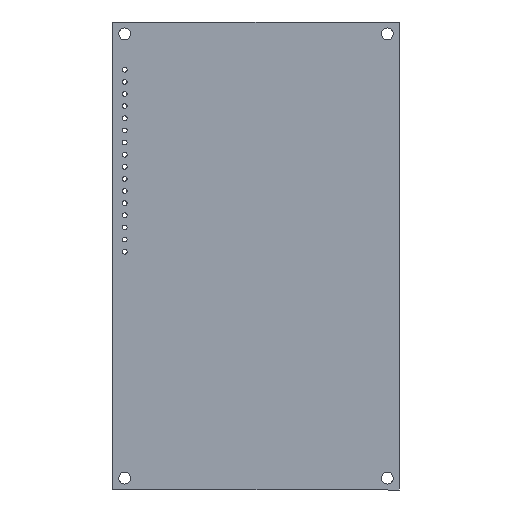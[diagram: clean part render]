
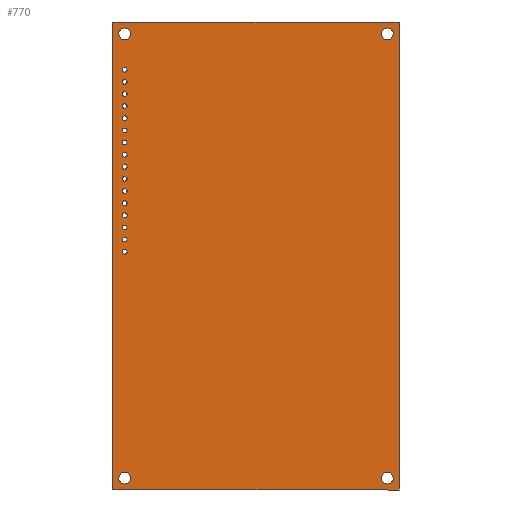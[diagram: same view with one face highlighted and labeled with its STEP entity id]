
A CAD part, front view. The second image highlights one B-rep face of the part: STEP entity #770.
In plain terms, the highlighted planar face has unit normal (0, -1, 0).
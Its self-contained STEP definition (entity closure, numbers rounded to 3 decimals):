
#39=FACE_BOUND('',#231,.T.);
#40=FACE_BOUND('',#232,.T.);
#41=FACE_BOUND('',#233,.T.);
#42=FACE_BOUND('',#234,.T.);
#43=FACE_BOUND('',#235,.T.);
#44=FACE_BOUND('',#236,.T.);
#45=FACE_BOUND('',#237,.T.);
#46=FACE_BOUND('',#238,.T.);
#47=FACE_BOUND('',#239,.T.);
#48=FACE_BOUND('',#240,.T.);
#49=FACE_BOUND('',#241,.T.);
#50=FACE_BOUND('',#242,.T.);
#51=FACE_BOUND('',#243,.T.);
#52=FACE_BOUND('',#244,.T.);
#53=FACE_BOUND('',#245,.T.);
#54=FACE_BOUND('',#246,.T.);
#55=FACE_BOUND('',#247,.T.);
#56=FACE_BOUND('',#248,.T.);
#57=FACE_BOUND('',#249,.T.);
#58=FACE_BOUND('',#250,.T.);
#61=CIRCLE('',#844,0.5);
#64=CIRCLE('',#848,0.5);
#67=CIRCLE('',#852,0.5);
#70=CIRCLE('',#856,0.5);
#73=CIRCLE('',#860,0.5);
#76=CIRCLE('',#864,0.5);
#79=CIRCLE('',#868,0.5);
#82=CIRCLE('',#872,0.5);
#85=CIRCLE('',#876,0.5);
#88=CIRCLE('',#880,0.5);
#91=CIRCLE('',#884,0.5);
#94=CIRCLE('',#888,0.5);
#97=CIRCLE('',#892,0.5);
#100=CIRCLE('',#896,0.5);
#103=CIRCLE('',#900,0.5);
#106=CIRCLE('',#904,0.5);
#109=CIRCLE('',#908,1.25);
#112=CIRCLE('',#912,1.25);
#115=CIRCLE('',#916,1.25);
#118=CIRCLE('',#920,1.25);
#178=FACE_OUTER_BOUND('',#230,.T.);
#230=EDGE_LOOP('',(#703,#704,#705,#706));
#231=EDGE_LOOP('',(#707));
#232=EDGE_LOOP('',(#708));
#233=EDGE_LOOP('',(#709));
#234=EDGE_LOOP('',(#710));
#235=EDGE_LOOP('',(#711));
#236=EDGE_LOOP('',(#712));
#237=EDGE_LOOP('',(#713));
#238=EDGE_LOOP('',(#714));
#239=EDGE_LOOP('',(#715));
#240=EDGE_LOOP('',(#716));
#241=EDGE_LOOP('',(#717));
#242=EDGE_LOOP('',(#718));
#243=EDGE_LOOP('',(#719));
#244=EDGE_LOOP('',(#720));
#245=EDGE_LOOP('',(#721));
#246=EDGE_LOOP('',(#722));
#247=EDGE_LOOP('',(#723));
#248=EDGE_LOOP('',(#724));
#249=EDGE_LOOP('',(#725));
#250=EDGE_LOOP('',(#726));
#283=LINE('',#1359,#327);
#287=LINE('',#1367,#331);
#290=LINE('',#1373,#334);
#293=LINE('',#1378,#337);
#327=VECTOR('',#1141,10.);
#331=VECTOR('',#1147,10.);
#334=VECTOR('',#1152,10.);
#337=VECTOR('',#1157,10.);
#349=VERTEX_POINT('',#1201);
#352=VERTEX_POINT('',#1209);
#355=VERTEX_POINT('',#1217);
#358=VERTEX_POINT('',#1225);
#361=VERTEX_POINT('',#1233);
#364=VERTEX_POINT('',#1241);
#367=VERTEX_POINT('',#1249);
#370=VERTEX_POINT('',#1257);
#373=VERTEX_POINT('',#1265);
#376=VERTEX_POINT('',#1273);
#379=VERTEX_POINT('',#1281);
#382=VERTEX_POINT('',#1289);
#385=VERTEX_POINT('',#1297);
#388=VERTEX_POINT('',#1305);
#391=VERTEX_POINT('',#1313);
#394=VERTEX_POINT('',#1321);
#397=VERTEX_POINT('',#1329);
#400=VERTEX_POINT('',#1337);
#403=VERTEX_POINT('',#1345);
#406=VERTEX_POINT('',#1353);
#407=VERTEX_POINT('',#1357);
#408=VERTEX_POINT('',#1358);
#411=VERTEX_POINT('',#1366);
#413=VERTEX_POINT('',#1372);
#430=EDGE_CURVE('',#349,#349,#61,.T.);
#434=EDGE_CURVE('',#352,#352,#64,.T.);
#438=EDGE_CURVE('',#355,#355,#67,.T.);
#442=EDGE_CURVE('',#358,#358,#70,.T.);
#446=EDGE_CURVE('',#361,#361,#73,.T.);
#450=EDGE_CURVE('',#364,#364,#76,.T.);
#454=EDGE_CURVE('',#367,#367,#79,.T.);
#458=EDGE_CURVE('',#370,#370,#82,.T.);
#462=EDGE_CURVE('',#373,#373,#85,.T.);
#466=EDGE_CURVE('',#376,#376,#88,.T.);
#470=EDGE_CURVE('',#379,#379,#91,.T.);
#474=EDGE_CURVE('',#382,#382,#94,.T.);
#478=EDGE_CURVE('',#385,#385,#97,.T.);
#482=EDGE_CURVE('',#388,#388,#100,.T.);
#486=EDGE_CURVE('',#391,#391,#103,.T.);
#490=EDGE_CURVE('',#394,#394,#106,.T.);
#494=EDGE_CURVE('',#397,#397,#109,.T.);
#498=EDGE_CURVE('',#400,#400,#112,.T.);
#502=EDGE_CURVE('',#403,#403,#115,.T.);
#506=EDGE_CURVE('',#406,#406,#118,.T.);
#507=EDGE_CURVE('',#407,#408,#283,.T.);
#511=EDGE_CURVE('',#411,#407,#287,.T.);
#514=EDGE_CURVE('',#413,#411,#290,.T.);
#517=EDGE_CURVE('',#408,#413,#293,.T.);
#703=ORIENTED_EDGE('',*,*,#517,.F.);
#704=ORIENTED_EDGE('',*,*,#507,.F.);
#705=ORIENTED_EDGE('',*,*,#511,.F.);
#706=ORIENTED_EDGE('',*,*,#514,.F.);
#707=ORIENTED_EDGE('',*,*,#430,.T.);
#708=ORIENTED_EDGE('',*,*,#434,.T.);
#709=ORIENTED_EDGE('',*,*,#438,.T.);
#710=ORIENTED_EDGE('',*,*,#442,.T.);
#711=ORIENTED_EDGE('',*,*,#446,.T.);
#712=ORIENTED_EDGE('',*,*,#450,.T.);
#713=ORIENTED_EDGE('',*,*,#454,.T.);
#714=ORIENTED_EDGE('',*,*,#458,.T.);
#715=ORIENTED_EDGE('',*,*,#462,.T.);
#716=ORIENTED_EDGE('',*,*,#466,.T.);
#717=ORIENTED_EDGE('',*,*,#470,.T.);
#718=ORIENTED_EDGE('',*,*,#474,.T.);
#719=ORIENTED_EDGE('',*,*,#478,.T.);
#720=ORIENTED_EDGE('',*,*,#482,.T.);
#721=ORIENTED_EDGE('',*,*,#486,.T.);
#722=ORIENTED_EDGE('',*,*,#490,.T.);
#723=ORIENTED_EDGE('',*,*,#494,.T.);
#724=ORIENTED_EDGE('',*,*,#498,.T.);
#725=ORIENTED_EDGE('',*,*,#502,.T.);
#726=ORIENTED_EDGE('',*,*,#506,.T.);
#738=PLANE('',#926);
#770=ADVANCED_FACE('',(#178,#39,#40,#41,#42,#43,#44,#45,#46,#47,#48,#49,
#50,#51,#52,#53,#54,#55,#56,#57,#58),#738,.F.);
#844=AXIS2_PLACEMENT_3D('',#1203,#966,#967);
#848=AXIS2_PLACEMENT_3D('',#1211,#975,#976);
#852=AXIS2_PLACEMENT_3D('',#1219,#984,#985);
#856=AXIS2_PLACEMENT_3D('',#1227,#993,#994);
#860=AXIS2_PLACEMENT_3D('',#1235,#1002,#1003);
#864=AXIS2_PLACEMENT_3D('',#1243,#1011,#1012);
#868=AXIS2_PLACEMENT_3D('',#1251,#1020,#1021);
#872=AXIS2_PLACEMENT_3D('',#1259,#1029,#1030);
#876=AXIS2_PLACEMENT_3D('',#1267,#1038,#1039);
#880=AXIS2_PLACEMENT_3D('',#1275,#1047,#1048);
#884=AXIS2_PLACEMENT_3D('',#1283,#1056,#1057);
#888=AXIS2_PLACEMENT_3D('',#1291,#1065,#1066);
#892=AXIS2_PLACEMENT_3D('',#1299,#1074,#1075);
#896=AXIS2_PLACEMENT_3D('',#1307,#1083,#1084);
#900=AXIS2_PLACEMENT_3D('',#1315,#1092,#1093);
#904=AXIS2_PLACEMENT_3D('',#1323,#1101,#1102);
#908=AXIS2_PLACEMENT_3D('',#1331,#1110,#1111);
#912=AXIS2_PLACEMENT_3D('',#1339,#1119,#1120);
#916=AXIS2_PLACEMENT_3D('',#1347,#1128,#1129);
#920=AXIS2_PLACEMENT_3D('',#1355,#1137,#1138);
#926=AXIS2_PLACEMENT_3D('',#1381,#1161,#1162);
#966=DIRECTION('center_axis',(0.,1.,0.));
#967=DIRECTION('ref_axis',(1.,0.,0.));
#975=DIRECTION('center_axis',(0.,1.,0.));
#976=DIRECTION('ref_axis',(1.,0.,0.));
#984=DIRECTION('center_axis',(0.,1.,0.));
#985=DIRECTION('ref_axis',(1.,0.,0.));
#993=DIRECTION('center_axis',(0.,1.,0.));
#994=DIRECTION('ref_axis',(1.,0.,0.));
#1002=DIRECTION('center_axis',(0.,1.,0.));
#1003=DIRECTION('ref_axis',(1.,0.,0.));
#1011=DIRECTION('center_axis',(0.,1.,0.));
#1012=DIRECTION('ref_axis',(1.,0.,0.));
#1020=DIRECTION('center_axis',(0.,1.,0.));
#1021=DIRECTION('ref_axis',(1.,0.,0.));
#1029=DIRECTION('center_axis',(0.,1.,0.));
#1030=DIRECTION('ref_axis',(1.,0.,0.));
#1038=DIRECTION('center_axis',(0.,1.,0.));
#1039=DIRECTION('ref_axis',(1.,0.,0.));
#1047=DIRECTION('center_axis',(0.,1.,0.));
#1048=DIRECTION('ref_axis',(1.,0.,0.));
#1056=DIRECTION('center_axis',(0.,1.,0.));
#1057=DIRECTION('ref_axis',(1.,0.,0.));
#1065=DIRECTION('center_axis',(0.,1.,0.));
#1066=DIRECTION('ref_axis',(1.,0.,0.));
#1074=DIRECTION('center_axis',(0.,1.,0.));
#1075=DIRECTION('ref_axis',(1.,0.,0.));
#1083=DIRECTION('center_axis',(0.,1.,0.));
#1084=DIRECTION('ref_axis',(1.,0.,0.));
#1092=DIRECTION('center_axis',(0.,1.,0.));
#1093=DIRECTION('ref_axis',(1.,0.,0.));
#1101=DIRECTION('center_axis',(0.,1.,0.));
#1102=DIRECTION('ref_axis',(1.,0.,0.));
#1110=DIRECTION('center_axis',(0.,1.,0.));
#1111=DIRECTION('ref_axis',(1.,0.,0.));
#1119=DIRECTION('center_axis',(0.,1.,0.));
#1120=DIRECTION('ref_axis',(1.,0.,0.));
#1128=DIRECTION('center_axis',(0.,1.,0.));
#1129=DIRECTION('ref_axis',(1.,0.,0.));
#1137=DIRECTION('center_axis',(0.,1.,0.));
#1138=DIRECTION('ref_axis',(1.,0.,0.));
#1141=DIRECTION('',(0.,0.,-1.));
#1147=DIRECTION('',(1.,0.,0.));
#1152=DIRECTION('',(0.,0.,1.));
#1157=DIRECTION('',(-1.,0.,0.));
#1161=DIRECTION('center_axis',(0.,1.,0.));
#1162=DIRECTION('ref_axis',(0.,0.,1.));
#1201=CARTESIAN_POINT('',(-58.,0.,-35.4));
#1203=CARTESIAN_POINT('Origin',(-57.5,0.,-35.4));
#1209=CARTESIAN_POINT('',(-58.,0.,-45.56));
#1211=CARTESIAN_POINT('Origin',(-57.5,0.,-45.56));
#1217=CARTESIAN_POINT('',(-58.,0.,-15.08));
#1219=CARTESIAN_POINT('Origin',(-57.5,0.,-15.08));
#1225=CARTESIAN_POINT('',(-58.,0.,-25.24));
#1227=CARTESIAN_POINT('Origin',(-57.5,0.,-25.24));
#1233=CARTESIAN_POINT('',(-58.,0.,-22.7));
#1235=CARTESIAN_POINT('Origin',(-57.5,0.,-22.7));
#1241=CARTESIAN_POINT('',(-58.,0.,-12.54));
#1243=CARTESIAN_POINT('Origin',(-57.5,0.,-12.54));
#1249=CARTESIAN_POINT('',(-58.,0.,-43.02));
#1251=CARTESIAN_POINT('Origin',(-57.5,0.,-43.02));
#1257=CARTESIAN_POINT('',(-58.,0.,-32.86));
#1259=CARTESIAN_POINT('Origin',(-57.5,0.,-32.86));
#1265=CARTESIAN_POINT('',(-58.,0.,-37.94));
#1267=CARTESIAN_POINT('Origin',(-57.5,0.,-37.94));
#1273=CARTESIAN_POINT('',(-58.,0.,-48.1));
#1275=CARTESIAN_POINT('Origin',(-57.5,0.,-48.1));
#1281=CARTESIAN_POINT('',(-58.,0.,-17.62));
#1283=CARTESIAN_POINT('Origin',(-57.5,0.,-17.62));
#1289=CARTESIAN_POINT('',(-58.,0.,-27.78));
#1291=CARTESIAN_POINT('Origin',(-57.5,0.,-27.78));
#1297=CARTESIAN_POINT('',(-58.,0.,-20.16));
#1299=CARTESIAN_POINT('Origin',(-57.5,0.,-20.16));
#1305=CARTESIAN_POINT('',(-58.,0.,-10.));
#1307=CARTESIAN_POINT('Origin',(-57.5,0.,-10.));
#1313=CARTESIAN_POINT('',(-58.,0.,-40.48));
#1315=CARTESIAN_POINT('Origin',(-57.5,0.,-40.48));
#1321=CARTESIAN_POINT('',(-58.,0.,-30.32));
#1323=CARTESIAN_POINT('Origin',(-57.5,0.,-30.32));
#1329=CARTESIAN_POINT('',(-58.75,0.,-2.5));
#1331=CARTESIAN_POINT('Origin',(-57.5,0.,-2.5));
#1337=CARTESIAN_POINT('',(-58.75,0.,-95.5));
#1339=CARTESIAN_POINT('Origin',(-57.5,0.,-95.5));
#1345=CARTESIAN_POINT('',(-3.75,0.,-2.5));
#1347=CARTESIAN_POINT('Origin',(-2.5,0.,-2.5));
#1353=CARTESIAN_POINT('',(-3.75,0.,-95.5));
#1355=CARTESIAN_POINT('Origin',(-2.5,0.,-95.5));
#1357=CARTESIAN_POINT('',(0.,0.,0.));
#1358=CARTESIAN_POINT('',(0.,0.,-98.));
#1359=CARTESIAN_POINT('',(0.,0.,0.));
#1366=CARTESIAN_POINT('',(-60.,0.,0.));
#1367=CARTESIAN_POINT('',(-60.,0.,0.));
#1372=CARTESIAN_POINT('',(-60.,0.,-98.));
#1373=CARTESIAN_POINT('',(-60.,0.,-98.));
#1378=CARTESIAN_POINT('',(0.,0.,-98.));
#1381=CARTESIAN_POINT('Origin',(-30.,0.,-49.));
